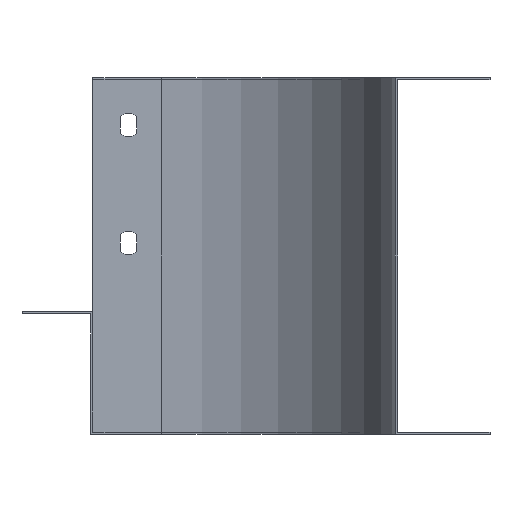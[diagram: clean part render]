
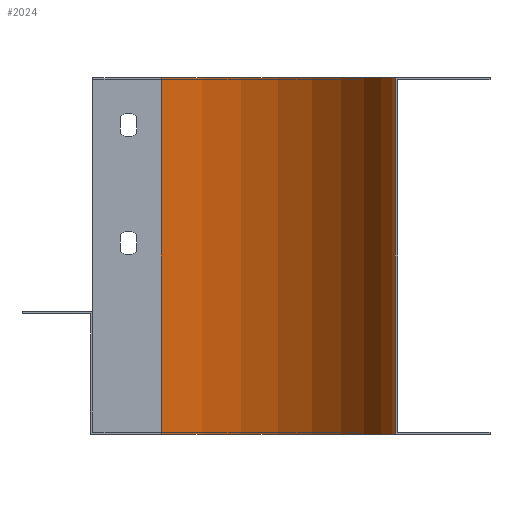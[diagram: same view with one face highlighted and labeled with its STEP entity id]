
A CAD part, left-side view. The second image highlights one B-rep face of the part: STEP entity #2024.
In plain terms, the highlighted cylindrical face has radius 99 mm (diameter 198 mm), a partial arc.
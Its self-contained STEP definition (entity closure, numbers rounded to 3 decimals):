
#119 = FACE_OUTER_BOUND ( 'NONE', #800, .T. ) ;
#128 = CYLINDRICAL_SURFACE ( 'NONE', #1296, 99. ) ;
#149 = DIRECTION ( 'NONE',  ( 1., 0., 0. ) ) ;
#152 = DIRECTION ( 'NONE',  ( 0., 0., 1. ) ) ;
#154 = CARTESIAN_POINT ( 'NONE',  ( -175., 139., -150. ) ) ;
#287 = LINE ( 'NONE', #2120, #290 ) ;
#290 = VECTOR ( 'NONE', #2121, 1000. ) ;
#391 = CIRCLE ( 'NONE', #1063, 99. ) ;
#727 = ORIENTED_EDGE ( 'NONE', *, *, #1184, .T. ) ;
#728 = ORIENTED_EDGE ( 'NONE', *, *, #1126, .F. ) ;
#729 = ORIENTED_EDGE ( 'NONE', *, *, #1101, .F. ) ;
#730 = ORIENTED_EDGE ( 'NONE', *, *, #1098, .T. ) ;
#800 = EDGE_LOOP ( 'NONE', ( #727, #728, #729, #730 ) ) ;
#999 = CARTESIAN_POINT ( 'NONE',  ( -175., 139., 1. ) ) ;
#1000 = DIRECTION ( 'NONE',  ( 0., 0., 1. ) ) ;
#1001 = DIRECTION ( 'NONE',  ( -1., 0., 0. ) ) ;
#1063 = AXIS2_PLACEMENT_3D ( 'NONE', #999, #1000, #1001 ) ;
#1082 = AXIS2_PLACEMENT_3D ( 'NONE', #1844, #1845, #1846 ) ;
#1098 = EDGE_CURVE ( 'NONE', #1518, #1543, #1974, .T. ) ;
#1101 = EDGE_CURVE ( 'NONE', #1518, #1529, #1984, .T. ) ;
#1126 = EDGE_CURVE ( 'NONE', #1529, #1565, #287, .T. ) ;
#1184 = EDGE_CURVE ( 'NONE', #1543, #1565, #391, .T. ) ;
#1296 = AXIS2_PLACEMENT_3D ( 'NONE', #154, #152, #149 ) ;
#1518 = VERTEX_POINT ( 'NONE', #1691 ) ;
#1529 = VERTEX_POINT ( 'NONE', #1698 ) ;
#1543 = VERTEX_POINT ( 'NONE', #1712 ) ;
#1565 = VERTEX_POINT ( 'NONE', #1734 ) ;
#1691 = CARTESIAN_POINT ( 'NONE',  ( -175., 40., -150. ) ) ;
#1698 = CARTESIAN_POINT ( 'NONE',  ( -76., 139., -150. ) ) ;
#1712 = CARTESIAN_POINT ( 'NONE',  ( -175., 40., 1. ) ) ;
#1734 = CARTESIAN_POINT ( 'NONE',  ( -76., 139., 1. ) ) ;
#1826 = CARTESIAN_POINT ( 'NONE',  ( -175., 40., -150. ) ) ;
#1837 = DIRECTION ( 'NONE',  ( 0., 0., 1. ) ) ;
#1844 = CARTESIAN_POINT ( 'NONE',  ( -175., 139., -150. ) ) ;
#1845 = DIRECTION ( 'NONE',  ( 0., 0., 1. ) ) ;
#1846 = DIRECTION ( 'NONE',  ( -1., 0., 0. ) ) ;
#1974 = LINE ( 'NONE', #1826, #1981 ) ;
#1981 = VECTOR ( 'NONE', #1837, 1000. ) ;
#1984 = CIRCLE ( 'NONE', #1082, 99. ) ;
#2024 = ADVANCED_FACE ( 'NONE', ( #119 ), #128, .F. ) ;
#2120 = CARTESIAN_POINT ( 'NONE',  ( -76., 139., -150. ) ) ;
#2121 = DIRECTION ( 'NONE',  ( 0., 0., 1. ) ) ;
